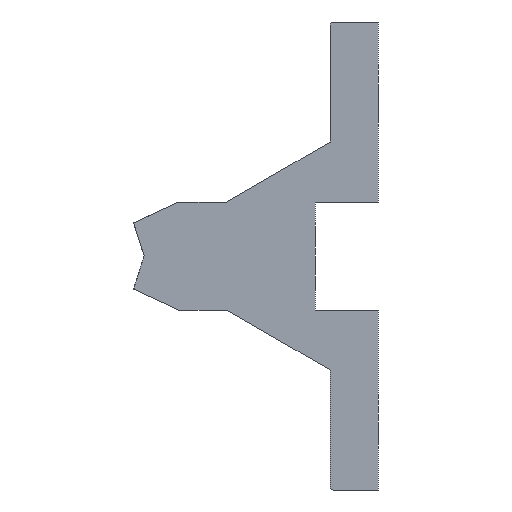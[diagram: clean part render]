
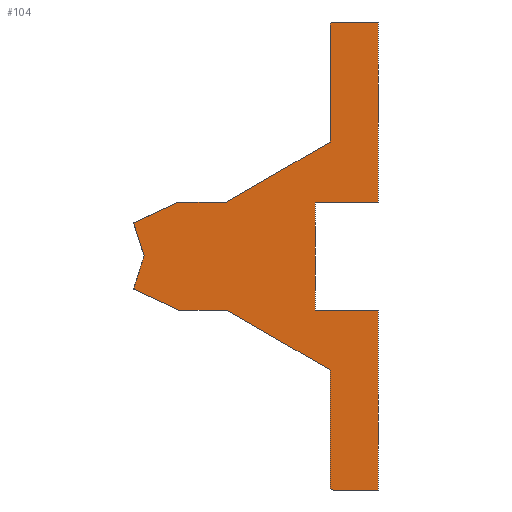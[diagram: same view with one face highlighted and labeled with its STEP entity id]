
A CAD part, left-side view. The second image highlights one B-rep face of the part: STEP entity #104.
In plain terms, the highlighted planar face has unit normal (-1, 0, 0).
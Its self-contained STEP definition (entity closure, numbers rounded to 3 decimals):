
#104 = ADVANCED_FACE( '', ( #238 ), #239, .F. );
#238 = FACE_OUTER_BOUND( '', #377, .T. );
#239 = PLANE( '', #378 );
#377 = EDGE_LOOP( '', ( #608, #609, #610, #611, #612, #613, #614, #615, #616, #617, #618, #619, #620, #621, #622, #623, #624, #625, #626 ) );
#378 = AXIS2_PLACEMENT_3D( '', #627, #628, #629 );
#608 = ORIENTED_EDGE( '', *, *, #847, .F. );
#609 = ORIENTED_EDGE( '', *, *, #848, .F. );
#610 = ORIENTED_EDGE( '', *, *, #752, .F. );
#611 = ORIENTED_EDGE( '', *, *, #849, .F. );
#612 = ORIENTED_EDGE( '', *, *, #819, .F. );
#613 = ORIENTED_EDGE( '', *, *, #850, .F. );
#614 = ORIENTED_EDGE( '', *, *, #844, .F. );
#615 = ORIENTED_EDGE( '', *, *, #851, .F. );
#616 = ORIENTED_EDGE( '', *, *, #806, .F. );
#617 = ORIENTED_EDGE( '', *, *, #793, .F. );
#618 = ORIENTED_EDGE( '', *, *, #852, .F. );
#619 = ORIENTED_EDGE( '', *, *, #799, .F. );
#620 = ORIENTED_EDGE( '', *, *, #839, .F. );
#621 = ORIENTED_EDGE( '', *, *, #853, .F. );
#622 = ORIENTED_EDGE( '', *, *, #767, .F. );
#623 = ORIENTED_EDGE( '', *, *, #789, .F. );
#624 = ORIENTED_EDGE( '', *, *, #825, .F. );
#625 = ORIENTED_EDGE( '', *, *, #854, .F. );
#626 = ORIENTED_EDGE( '', *, *, #834, .F. );
#627 = CARTESIAN_POINT( '', ( 0., 7.5, -38.5 ) );
#628 = DIRECTION( '', ( 1., 0., 0. ) );
#629 = DIRECTION( '', ( 0., 0., -1. ) );
#752 = EDGE_CURVE( '', #882, #883, #884, .T. );
#767 = EDGE_CURVE( '', #909, #910, #911, .T. );
#789 = EDGE_CURVE( '', #947, #909, #948, .T. );
#793 = EDGE_CURVE( '', #953, #954, #955, .T. );
#799 = EDGE_CURVE( '', #964, #965, #966, .T. );
#806 = EDGE_CURVE( '', #954, #977, #978, .T. );
#819 = EDGE_CURVE( '', #994, #995, #996, .T. );
#825 = EDGE_CURVE( '', #1005, #947, #1006, .T. );
#834 = EDGE_CURVE( '', #1018, #1019, #1020, .T. );
#839 = EDGE_CURVE( '', #1027, #964, #1028, .T. );
#844 = EDGE_CURVE( '', #1033, #1035, #1036, .T. );
#847 = EDGE_CURVE( '', #1039, #1018, #1040, .T. );
#848 = EDGE_CURVE( '', #883, #1039, #1041, .T. );
#849 = EDGE_CURVE( '', #995, #882, #1042, .T. );
#850 = EDGE_CURVE( '', #1035, #994, #1043, .T. );
#851 = EDGE_CURVE( '', #977, #1033, #1044, .T. );
#852 = EDGE_CURVE( '', #965, #953, #1045, .T. );
#853 = EDGE_CURVE( '', #910, #1027, #1046, .T. );
#854 = EDGE_CURVE( '', #1019, #1005, #1047, .T. );
#882 = VERTEX_POINT( '', #1076 );
#883 = VERTEX_POINT( '', #1077 );
#884 = LINE( '', #1078, #1079 );
#909 = VERTEX_POINT( '', #1109 );
#910 = VERTEX_POINT( '', #1110 );
#911 = LINE( '', #1111, #1112 );
#947 = VERTEX_POINT( '', #1156 );
#948 = LINE( '', #1157, #1158 );
#953 = VERTEX_POINT( '', #1165 );
#954 = VERTEX_POINT( '', #1166 );
#955 = LINE( '', #1167, #1168 );
#964 = VERTEX_POINT( '', #1180 );
#965 = VERTEX_POINT( '', #1181 );
#966 = LINE( '', #1182, #1183 );
#977 = VERTEX_POINT( '', #1197 );
#978 = LINE( '', #1198, #1199 );
#994 = VERTEX_POINT( '', #1218 );
#995 = VERTEX_POINT( '', #1219 );
#996 = LINE( '', #1220, #1221 );
#1005 = VERTEX_POINT( '', #1233 );
#1006 = LINE( '', #1234, #1235 );
#1018 = VERTEX_POINT( '', #1249 );
#1019 = VERTEX_POINT( '', #1250 );
#1020 = LINE( '', #1251, #1252 );
#1027 = VERTEX_POINT( '', #1262 );
#1028 = CIRCLE( '', #1263, 0.5 );
#1033 = VERTEX_POINT( '', #1269 );
#1035 = VERTEX_POINT( '', #1272 );
#1036 = LINE( '', #1273, #1274 );
#1039 = VERTEX_POINT( '', #1278 );
#1040 = LINE( '', #1279, #1280 );
#1041 = CIRCLE( '', #1281, 0.5 );
#1042 = LINE( '', #1282, #1283 );
#1043 = LINE( '', #1284, #1285 );
#1044 = LINE( '', #1286, #1287 );
#1045 = LINE( '', #1288, #1289 );
#1046 = LINE( '', #1290, #1291 );
#1047 = LINE( '', #1292, #1293 );
#1076 = CARTESIAN_POINT( '', ( 0., 8., 19. ) );
#1077 = CARTESIAN_POINT( '', ( 0., 8., 38.5 ) );
#1078 = CARTESIAN_POINT( '', ( 0., 8., 19. ) );
#1079 = VECTOR( '', #1332, 1000. );
#1109 = CARTESIAN_POINT( '', ( 0., 0., -9. ) );
#1110 = CARTESIAN_POINT( '', ( 0., 0., -39. ) );
#1111 = CARTESIAN_POINT( '', ( 0., 0., -9. ) );
#1112 = VECTOR( '', #1356, 1000. );
#1156 = CARTESIAN_POINT( '', ( 0., 10.5, -9. ) );
#1157 = CARTESIAN_POINT( '', ( 0., 10.5, -9. ) );
#1158 = VECTOR( '', #1392, 1000. );
#1165 = CARTESIAN_POINT( '', ( 0., 25.321, -9. ) );
#1166 = CARTESIAN_POINT( '', ( 0., 33.258, -9. ) );
#1167 = CARTESIAN_POINT( '', ( 0., 25.321, -9. ) );
#1168 = VECTOR( '', #1395, 1000. );
#1180 = CARTESIAN_POINT( '', ( 0., 8., -38.5 ) );
#1181 = CARTESIAN_POINT( '', ( 0., 8., -19. ) );
#1182 = CARTESIAN_POINT( '', ( 0., 8., -38.5 ) );
#1183 = VECTOR( '', #1402, 1000. );
#1197 = CARTESIAN_POINT( '', ( 0., 40.764, -5.5 ) );
#1198 = CARTESIAN_POINT( '', ( 0., 33.258, -9. ) );
#1199 = VECTOR( '', #1412, 1000. );
#1218 = CARTESIAN_POINT( '', ( 0., 33.258, 9. ) );
#1219 = CARTESIAN_POINT( '', ( 0., 25.321, 9. ) );
#1220 = CARTESIAN_POINT( '', ( 0., 33.258, 9. ) );
#1221 = VECTOR( '', #1428, 1000. );
#1233 = CARTESIAN_POINT( '', ( 0., 10.5, 9. ) );
#1234 = CARTESIAN_POINT( '', ( 0., 10.5, 9. ) );
#1235 = VECTOR( '', #1435, 1000. );
#1249 = CARTESIAN_POINT( '', ( 0., 0., 39. ) );
#1250 = CARTESIAN_POINT( '', ( 0., 0., 9. ) );
#1251 = CARTESIAN_POINT( '', ( 0., 0., 39. ) );
#1252 = VECTOR( '', #1447, 1000. );
#1262 = CARTESIAN_POINT( '', ( 0., 7.5, -39. ) );
#1263 = AXIS2_PLACEMENT_3D( '', #1451, #1452, #1453 );
#1269 = CARTESIAN_POINT( '', ( 0., 39.029, 0. ) );
#1272 = CARTESIAN_POINT( '', ( 0., 40.764, 5.5 ) );
#1273 = CARTESIAN_POINT( '', ( 0., 39.029, 0. ) );
#1274 = VECTOR( '', #1459, 1000. );
#1278 = CARTESIAN_POINT( '', ( 0., 7.5, 39. ) );
#1279 = CARTESIAN_POINT( '', ( 0., 7.5, 39. ) );
#1280 = VECTOR( '', #1461, 1000. );
#1281 = AXIS2_PLACEMENT_3D( '', #1462, #1463, #1464 );
#1282 = CARTESIAN_POINT( '', ( 0., 25.321, 9. ) );
#1283 = VECTOR( '', #1465, 1000. );
#1284 = CARTESIAN_POINT( '', ( 0., 40.764, 5.5 ) );
#1285 = VECTOR( '', #1466, 1000. );
#1286 = CARTESIAN_POINT( '', ( 0., 40.764, -5.5 ) );
#1287 = VECTOR( '', #1467, 1000. );
#1288 = CARTESIAN_POINT( '', ( 0., 8., -19. ) );
#1289 = VECTOR( '', #1468, 1000. );
#1290 = CARTESIAN_POINT( '', ( 0., 0., -39. ) );
#1291 = VECTOR( '', #1469, 1000. );
#1292 = CARTESIAN_POINT( '', ( 0., 0., 9. ) );
#1293 = VECTOR( '', #1470, 1000. );
#1332 = DIRECTION( '', ( 0., 0., 1. ) );
#1356 = DIRECTION( '', ( 0., 0., -1. ) );
#1392 = DIRECTION( '', ( 0., -1., 0. ) );
#1395 = DIRECTION( '', ( 0., 1., 0. ) );
#1402 = DIRECTION( '', ( 0., 0., 1. ) );
#1412 = DIRECTION( '', ( 0., 0.906, 0.423 ) );
#1428 = DIRECTION( '', ( 0., -1., 0. ) );
#1435 = DIRECTION( '', ( 0., 0., -1. ) );
#1447 = DIRECTION( '', ( 0., 0., -1. ) );
#1451 = CARTESIAN_POINT( '', ( 0., 7.5, -38.5 ) );
#1452 = DIRECTION( '', ( 1., 0., 0. ) );
#1453 = DIRECTION( '', ( 0., 0., -1. ) );
#1459 = DIRECTION( '', ( 0., 0.301, 0.954 ) );
#1461 = DIRECTION( '', ( 0., -1., 0. ) );
#1462 = CARTESIAN_POINT( '', ( 0., 7.5, 38.5 ) );
#1463 = DIRECTION( '', ( 1., 0., 0. ) );
#1464 = DIRECTION( '', ( 0., 0., -1. ) );
#1465 = DIRECTION( '', ( 0., -0.866, 0.5 ) );
#1466 = DIRECTION( '', ( 0., -0.906, 0.423 ) );
#1467 = DIRECTION( '', ( 0., -0.301, 0.954 ) );
#1468 = DIRECTION( '', ( 0., 0.866, 0.5 ) );
#1469 = DIRECTION( '', ( 0., 1., 0. ) );
#1470 = DIRECTION( '', ( 0., 1., 0. ) );
